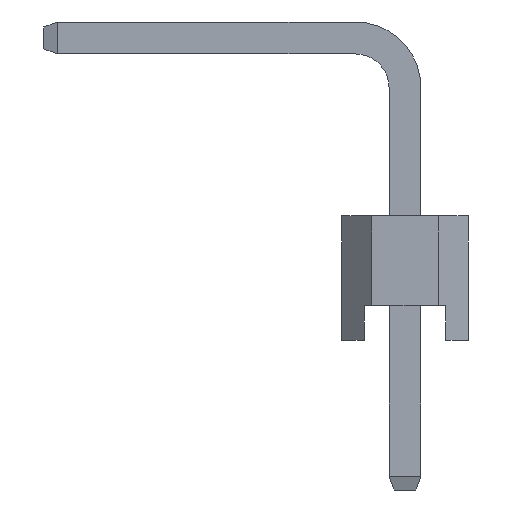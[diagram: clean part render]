
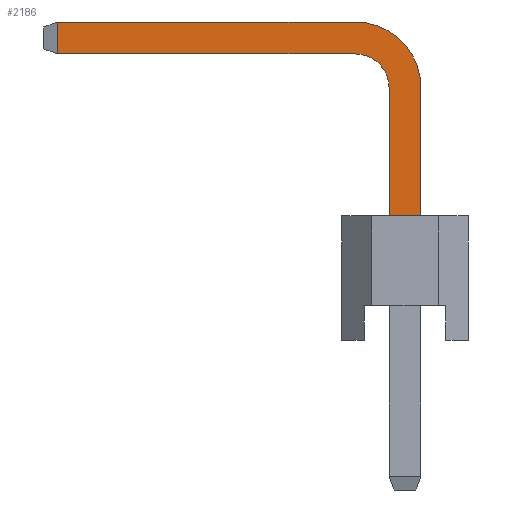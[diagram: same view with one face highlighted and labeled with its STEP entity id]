
A CAD part, left-side view. The second image highlights one B-rep face of the part: STEP entity #2186.
In plain terms, the highlighted planar face has unit normal (-1, 0, 0).
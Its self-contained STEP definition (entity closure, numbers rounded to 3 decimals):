
#2186=ADVANCED_FACE('',(#6712),#6714,.T.);
#6712=FACE_BOUND('',#6713,.T.);
#6713=EDGE_LOOP('',(#10441,#10442,#10443,#10444,#10445,#10446,#10447,#10448));
#6714=PLANE('',#6715);
#6715=AXIS2_PLACEMENT_3D('',#6716,#6717,#6718);
#6716=CARTESIAN_POINT('',(-0.32,0.32,-3.));
#6717=DIRECTION('',(-1.,0.,0.));
#6718=DIRECTION('',(0.,-1.,0.));
#10441=ORIENTED_EDGE('',*,*,#12702,.F.);
#10442=ORIENTED_EDGE('',*,*,#12703,.F.);
#10443=ORIENTED_EDGE('',*,*,#12704,.F.);
#10444=ORIENTED_EDGE('',*,*,#12691,.F.);
#10445=ORIENTED_EDGE('',*,*,#11860,.T.);
#10446=ORIENTED_EDGE('',*,*,#12701,.T.);
#10447=ORIENTED_EDGE('',*,*,#12705,.T.);
#10448=ORIENTED_EDGE('',*,*,#12706,.T.);
#11860=EDGE_CURVE('',#13426,#13430,#13432,.T.);
#12691=EDGE_CURVE('',#13426,#14827,#14828,.T.);
#12701=EDGE_CURVE('',#13430,#14843,#14845,.T.);
#12702=EDGE_CURVE('',#14846,#14847,#14848,.T.);
#12703=EDGE_CURVE('',#14849,#14846,#14850,.T.);
#12704=EDGE_CURVE('',#14827,#14849,#14851,.T.);
#12705=EDGE_CURVE('',#14843,#14852,#14853,.T.);
#12706=EDGE_CURVE('',#14852,#14847,#14854,.T.);
#13426=VERTEX_POINT('',#16050);
#13430=VERTEX_POINT('',#16058);
#13432=LINE('',#16062,#16063);
#14827=VERTEX_POINT('',#19183);
#14828=LINE('',#19184,#19185);
#14843=VERTEX_POINT('',#19219);
#14845=LINE('',#19223,#19224);
#14846=VERTEX_POINT('',#19226);
#14847=VERTEX_POINT('',#19227);
#14848=LINE('',#19228,#19229);
#14849=VERTEX_POINT('',#19231);
#14850=LINE('',#19232,#19233);
#14851=CIRCLE('',#19235,0.68);
#14852=VERTEX_POINT('',#19239);
#14853=CIRCLE('',#19240,1.32);
#14854=LINE('',#19244,#19245);
#16050=CARTESIAN_POINT('',(-0.32,0.32,2.5));
#16058=CARTESIAN_POINT('',(-0.32,-0.32,2.5));
#16062=CARTESIAN_POINT('',(-0.32,0.32,2.5));
#16063=VECTOR('',#16064,1.);
#16064=DIRECTION('',(0.,-1.,0.));
#19183=CARTESIAN_POINT('',(-0.32,0.32,5.07));
#19184=CARTESIAN_POINT('',(-0.32,0.32,2.5));
#19185=VECTOR('',#19186,1.);
#19186=DIRECTION('',(0.,0.,1.));
#19219=CARTESIAN_POINT('',(-0.32,-0.32,5.07));
#19223=CARTESIAN_POINT('',(-0.32,-0.32,2.5));
#19224=VECTOR('',#19225,1.);
#19225=DIRECTION('',(0.,0.,1.));
#19226=CARTESIAN_POINT('',(-0.32,6.975,5.75));
#19227=CARTESIAN_POINT('',(-0.32,6.975,6.39));
#19228=CARTESIAN_POINT('',(-0.32,6.975,5.75));
#19229=VECTOR('',#19230,1.);
#19230=DIRECTION('',(0.,0.,1.));
#19231=CARTESIAN_POINT('',(-0.32,1.,5.75));
#19232=CARTESIAN_POINT('',(-0.32,1.,5.75));
#19233=VECTOR('',#19234,1.);
#19234=DIRECTION('',(0.,1.,0.));
#19235=AXIS2_PLACEMENT_3D('',#19236,#19237,#19238);
#19236=CARTESIAN_POINT('',(-0.32,1.,5.07));
#19237=DIRECTION('',(-1.,-0.,0.));
#19238=DIRECTION('',(0.,-1.,0.));
#19239=CARTESIAN_POINT('',(-0.32,1.,6.39));
#19240=AXIS2_PLACEMENT_3D('',#19241,#19242,#19243);
#19241=CARTESIAN_POINT('',(-0.32,1.,5.07));
#19242=DIRECTION('',(-1.,-0.,0.));
#19243=DIRECTION('',(0.,-1.,0.));
#19244=CARTESIAN_POINT('',(-0.32,1.,6.39));
#19245=VECTOR('',#19246,1.);
#19246=DIRECTION('',(0.,1.,0.));
